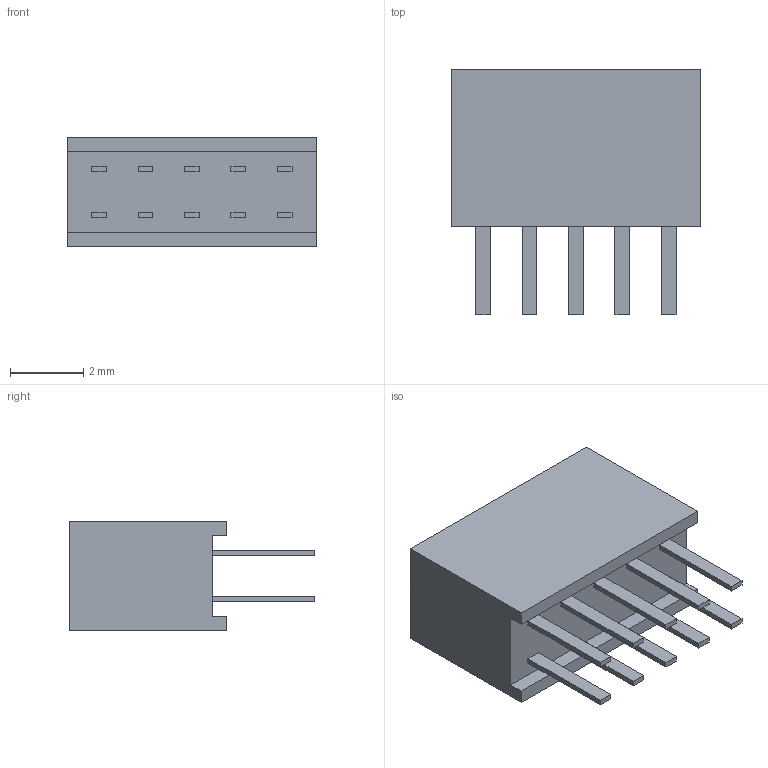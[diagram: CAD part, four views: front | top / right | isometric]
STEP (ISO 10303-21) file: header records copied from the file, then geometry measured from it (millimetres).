
FILE_DESCRIPTION((''),'2;1');
FILE_NAME('20021311-0010XXLFC','2009-07-22T',('msriniva'),('FCI - ELX Division'),'PRO/ENGINEER BY PARAMETRIC TECHNOLOGY CORPORATION, 2008010','PRO/ENGINEER BY PARAMETRIC TECHNOLOGY CORPORATION, 2008010','');
FILE_SCHEMA(('CONFIG_CONTROL_DESIGN'));
Length unit declared in the file: millimetre
Products named in the file (1): 20021311-0010XXLFC
Bounding box: 6.81 x 6.7 x 3 mm (x, y, z)
Volume: 82.2 mm3; surface area: 162.5 mm2
Topology: 1 solids, 1 shells, 110 faces, 264 edges, 176 vertices
Faces by surface type: plane 110
Entity records: 3166 total; most frequent: CARTESIAN_POINT 550, ORIENTED_EDGE 528, DIRECTION 484, VECTOR 264, LINE 264, EDGE_CURVE 264, VERTEX_POINT 176, EDGE_LOOP 130
